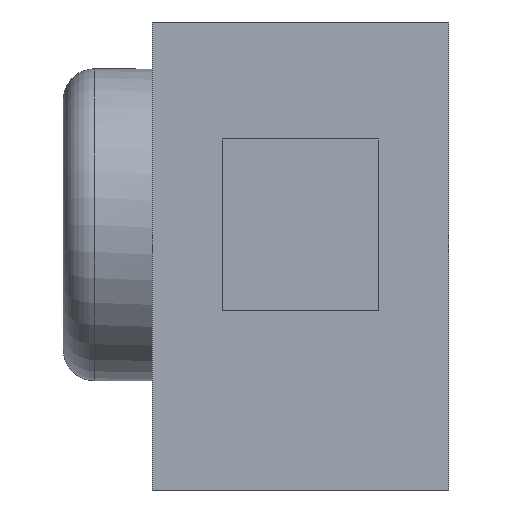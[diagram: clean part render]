
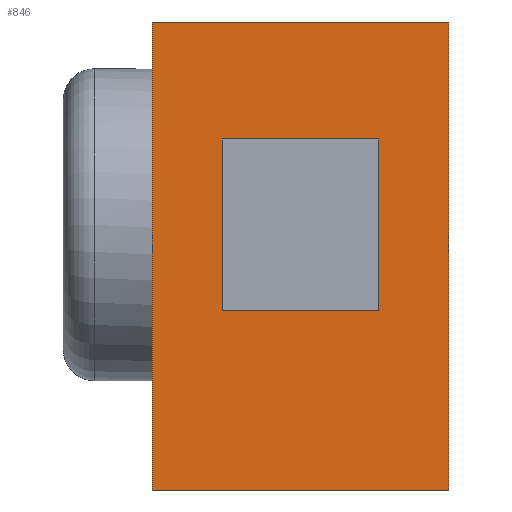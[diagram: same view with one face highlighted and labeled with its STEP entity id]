
A CAD part, left-side view. The second image highlights one B-rep face of the part: STEP entity #846.
In plain terms, the highlighted planar face has unit normal (-1, 0, 0).
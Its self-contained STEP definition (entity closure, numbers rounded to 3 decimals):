
#24=LINE('',#1228,#111);
#30=LINE('',#1249,#117);
#78=LINE('',#1379,#165);
#82=LINE('',#1387,#169);
#85=LINE('',#1393,#172);
#88=LINE('',#1398,#175);
#104=LINE('',#1430,#191);
#107=LINE('',#1437,#194);
#111=VECTOR('',#969,10.);
#117=VECTOR('',#989,10.);
#165=VECTOR('',#1115,10.);
#169=VECTOR('',#1121,10.);
#172=VECTOR('',#1126,10.);
#175=VECTOR('',#1131,10.);
#191=VECTOR('',#1165,10.);
#194=VECTOR('',#1176,10.);
#209=FACE_BOUND('',#338,.T.);
#239=PLANE('',#936);
#286=FACE_OUTER_BOUND('',#337,.T.);
#337=EDGE_LOOP('',(#785,#786,#787,#788));
#338=EDGE_LOOP('',(#789,#790,#791,#792));
#377=VERTEX_POINT('',#1225);
#378=VERTEX_POINT('',#1227);
#386=VERTEX_POINT('',#1248);
#428=VERTEX_POINT('',#1377);
#429=VERTEX_POINT('',#1378);
#432=VERTEX_POINT('',#1386);
#434=VERTEX_POINT('',#1392);
#442=VERTEX_POINT('',#1428);
#456=EDGE_CURVE('',#378,#377,#24,.T.);
#466=EDGE_CURVE('',#378,#386,#30,.T.);
#531=EDGE_CURVE('',#428,#429,#78,.T.);
#535=EDGE_CURVE('',#432,#428,#82,.T.);
#538=EDGE_CURVE('',#434,#432,#85,.T.);
#541=EDGE_CURVE('',#429,#434,#88,.T.);
#557=EDGE_CURVE('',#377,#442,#104,.T.);
#560=EDGE_CURVE('',#386,#442,#107,.T.);
#785=ORIENTED_EDGE('',*,*,#557,.T.);
#786=ORIENTED_EDGE('',*,*,#560,.F.);
#787=ORIENTED_EDGE('',*,*,#466,.F.);
#788=ORIENTED_EDGE('',*,*,#456,.T.);
#789=ORIENTED_EDGE('',*,*,#531,.T.);
#790=ORIENTED_EDGE('',*,*,#541,.T.);
#791=ORIENTED_EDGE('',*,*,#538,.T.);
#792=ORIENTED_EDGE('',*,*,#535,.T.);
#846=ADVANCED_FACE('',(#286,#209),#239,.T.);
#936=AXIS2_PLACEMENT_3D('',#1436,#1174,#1175);
#969=DIRECTION('',(0.,-1.,0.));
#989=DIRECTION('',(0.,0.,1.));
#1115=DIRECTION('',(0.,-1.,0.));
#1121=DIRECTION('',(0.,0.,1.));
#1126=DIRECTION('',(0.,1.,0.));
#1131=DIRECTION('',(0.,0.,-1.));
#1165=DIRECTION('',(0.,0.,1.));
#1174=DIRECTION('center_axis',(-1.,0.,0.));
#1175=DIRECTION('ref_axis',(0.,0.,-1.));
#1176=DIRECTION('',(0.,-1.,0.));
#1225=CARTESIAN_POINT('',(-2.5,-9.,-2.5));
#1227=CARTESIAN_POINT('',(-2.5,0.5,-2.5));
#1228=CARTESIAN_POINT('',(-2.5,0.5,-2.5));
#1248=CARTESIAN_POINT('',(-2.5,0.5,12.5));
#1249=CARTESIAN_POINT('',(-2.5,0.5,-2.5));
#1377=CARTESIAN_POINT('',(-2.5,-1.75,8.75));
#1378=CARTESIAN_POINT('',(-2.5,-6.75,8.75));
#1379=CARTESIAN_POINT('',(-2.5,-0.625,8.75));
#1386=CARTESIAN_POINT('',(-2.5,-1.75,3.25));
#1387=CARTESIAN_POINT('',(-2.5,-1.75,7.875));
#1392=CARTESIAN_POINT('',(-2.5,-6.75,3.25));
#1393=CARTESIAN_POINT('',(-2.5,-3.125,3.25));
#1398=CARTESIAN_POINT('',(-2.5,-6.75,10.625));
#1428=CARTESIAN_POINT('',(-2.5,-9.,12.5));
#1430=CARTESIAN_POINT('',(-2.5,-9.,8.75));
#1436=CARTESIAN_POINT('Origin',(-2.5,0.5,12.5));
#1437=CARTESIAN_POINT('',(-2.5,0.5,12.5));
